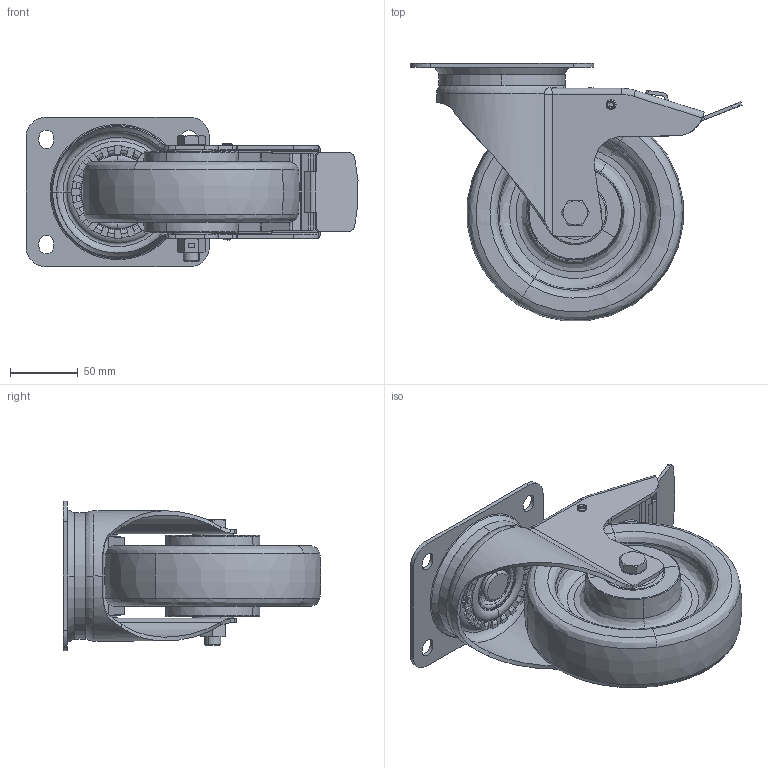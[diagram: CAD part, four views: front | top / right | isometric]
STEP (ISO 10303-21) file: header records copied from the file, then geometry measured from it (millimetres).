
FILE_DESCRIPTION (( 'STEP AP214' ), '1' );
FILE_NAME ('0056009.step', '2023-09-26T11:01:06', ( '' ), ( '' ), 'SwSTEP 2.0', 'SolidWorks 2020', '' );
FILE_SCHEMA (( 'AUTOMOTIVE_DESIGN' ));
Length unit declared in the file: millimetre
Products named in the file (1): 0056009
Bounding box: 244.14 x 189.37 x 110 mm (x, y, z)
Volume: 905159.1 mm3; surface area: 331926.1 mm2
Topology: 25 solids, 26 shells, 1492 faces, 3856 edges, 2388 vertices
Faces by surface type: plane 539, cylinder 371, torus 250, bspline 138, cone 120, sphere 74
Entity records: 73182 total; most frequent: CARTESIAN_POINT 21504, ORIENTED_EDGE 7424, DIRECTION 7367, EDGE_CURVE 3712, AXIS2_PLACEMENT_3D 2958, VERTEX_POINT 2304, CIRCLE 1603, EDGE_LOOP 1592
